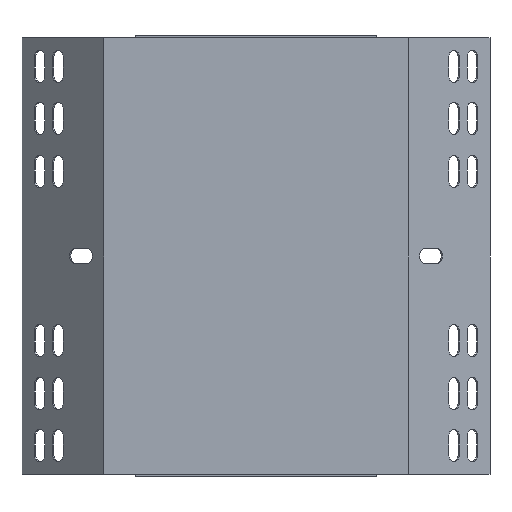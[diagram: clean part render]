
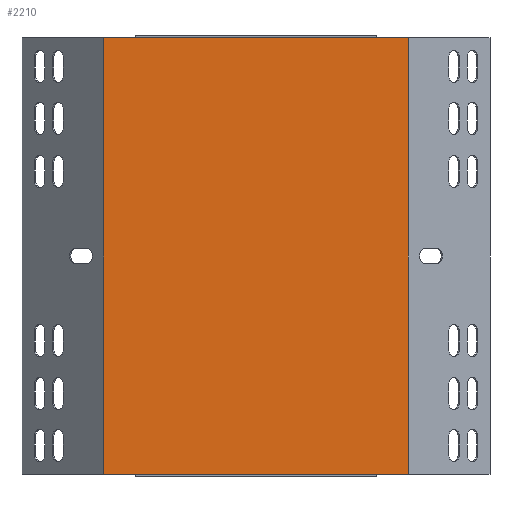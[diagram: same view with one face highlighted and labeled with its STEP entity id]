
A CAD part, front view. The second image highlights one B-rep face of the part: STEP entity #2210.
In plain terms, the highlighted planar face has unit normal (0, -1, 0).
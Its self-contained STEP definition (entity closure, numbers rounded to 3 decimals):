
#422 = VECTOR ( 'NONE', #1000, 1000. ) ;
#482 = EDGE_CURVE ( 'NONE', #4195, #1696, #1583, .T. ) ;
#563 = ORIENTED_EDGE ( 'NONE', *, *, #851, .T. ) ;
#747 = CARTESIAN_POINT ( 'NONE',  ( -92.299, -23.927, -125.8 ) ) ;
#851 = EDGE_CURVE ( 'NONE', #964, #4195, #4808, .T. ) ;
#911 = LINE ( 'NONE', #4178, #5084 ) ;
#939 = AXIS2_PLACEMENT_3D ( 'NONE', #4098, #4473, #1982 ) ;
#964 = VERTEX_POINT ( 'NONE', #747 ) ;
#1000 = DIRECTION ( 'NONE',  ( 0., 0., 1. ) ) ;
#1261 = EDGE_CURVE ( 'NONE', #4047, #1696, #911, .T. ) ;
#1425 = CARTESIAN_POINT ( 'NONE',  ( -92.299, -23.927, -125.612 ) ) ;
#1451 = VECTOR ( 'NONE', #4307, 1000. ) ;
#1583 = LINE ( 'NONE', #4332, #1451 ) ;
#1680 = ORIENTED_EDGE ( 'NONE', *, *, #482, .T. ) ;
#1696 = VERTEX_POINT ( 'NONE', #2053 ) ;
#1771 = CARTESIAN_POINT ( 'NONE',  ( -93.203, -23.927, -125.8 ) ) ;
#1796 = DIRECTION ( 'NONE',  ( 1., 0., 0. ) ) ;
#1878 = FACE_OUTER_BOUND ( 'NONE', #3457, .T. ) ;
#1982 = DIRECTION ( 'NONE',  ( 0., 0., 1. ) ) ;
#2053 = CARTESIAN_POINT ( 'NONE',  ( 48.063, -23.927, 75.8 ) ) ;
#2210 = ADVANCED_FACE ( 'NONE', ( #1878 ), #3751, .F. ) ;
#2343 = EDGE_CURVE ( 'NONE', #964, #4047, #3735, .T. ) ;
#2905 = ORIENTED_EDGE ( 'NONE', *, *, #1261, .F. ) ;
#3393 = CARTESIAN_POINT ( 'NONE',  ( -92.299, -23.927, 75.8 ) ) ;
#3457 = EDGE_LOOP ( 'NONE', ( #563, #1680, #2905, #4891 ) ) ;
#3735 = LINE ( 'NONE', #1425, #422 ) ;
#3751 = PLANE ( 'NONE',  #939 ) ;
#4047 = VERTEX_POINT ( 'NONE', #3393 ) ;
#4098 = CARTESIAN_POINT ( 'NONE',  ( -91.968, -23.927, 75. ) ) ;
#4117 = DIRECTION ( 'NONE',  ( 1., 0., 0. ) ) ;
#4178 = CARTESIAN_POINT ( 'NONE',  ( -93.203, -23.927, 75.8 ) ) ;
#4195 = VERTEX_POINT ( 'NONE', #5203 ) ;
#4307 = DIRECTION ( 'NONE',  ( 0., 0., 1. ) ) ;
#4332 = CARTESIAN_POINT ( 'NONE',  ( 48.063, -23.927, -125.612 ) ) ;
#4473 = DIRECTION ( 'NONE',  ( 0., 1., 0. ) ) ;
#4700 = VECTOR ( 'NONE', #1796, 1000. ) ;
#4808 = LINE ( 'NONE', #1771, #4700 ) ;
#4891 = ORIENTED_EDGE ( 'NONE', *, *, #2343, .F. ) ;
#5084 = VECTOR ( 'NONE', #4117, 1000. ) ;
#5203 = CARTESIAN_POINT ( 'NONE',  ( 48.063, -23.927, -125.8 ) ) ;
